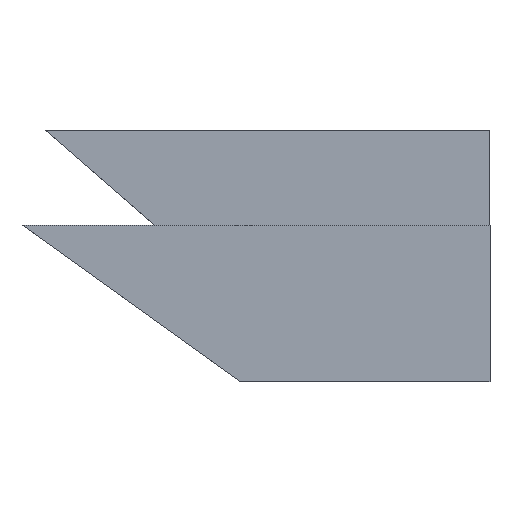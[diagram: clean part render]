
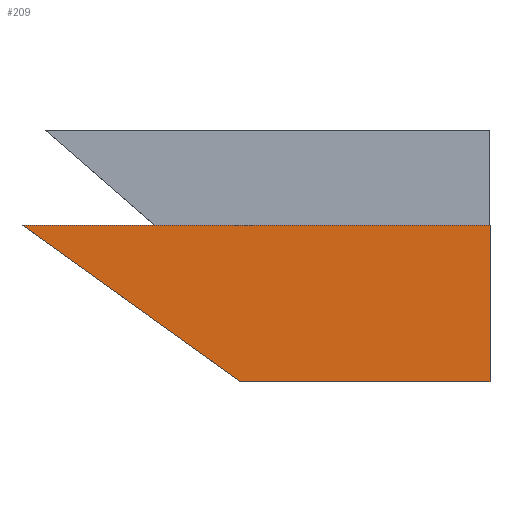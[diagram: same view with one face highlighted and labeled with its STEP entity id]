
A CAD part, top view. The second image highlights one B-rep face of the part: STEP entity #209.
In plain terms, the highlighted planar face has unit normal (0, 0, 1).
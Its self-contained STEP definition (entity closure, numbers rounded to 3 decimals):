
#23=FACE_OUTER_BOUND('',#34,.T.);
#34=EDGE_LOOP('',(#178,#179,#180,#181));
#47=LINE('',#321,#74);
#59=LINE('',#345,#86);
#61=LINE('',#349,#88);
#62=LINE('',#350,#89);
#74=VECTOR('',#264,10.);
#86=VECTOR('',#286,10.);
#88=VECTOR('',#290,10.);
#89=VECTOR('',#291,10.);
#99=VERTEX_POINT('',#318);
#100=VERTEX_POINT('',#320);
#107=VERTEX_POINT('',#344);
#108=VERTEX_POINT('',#348);
#119=EDGE_CURVE('',#100,#99,#47,.T.);
#131=EDGE_CURVE('',#107,#100,#59,.T.);
#133=EDGE_CURVE('',#99,#108,#61,.T.);
#134=EDGE_CURVE('',#108,#107,#62,.T.);
#178=ORIENTED_EDGE('',*,*,#119,.T.);
#179=ORIENTED_EDGE('',*,*,#133,.T.);
#180=ORIENTED_EDGE('',*,*,#134,.T.);
#181=ORIENTED_EDGE('',*,*,#131,.T.);
#198=PLANE('',#243);
#209=ADVANCED_FACE('',(#23),#198,.T.);
#243=AXIS2_PLACEMENT_3D('',#347,#288,#289);
#264=DIRECTION('',(-1.,0.,0.));
#286=DIRECTION('',(0.,1.,0.));
#288=DIRECTION('center_axis',(0.,0.,1.));
#289=DIRECTION('ref_axis',(1.,0.,0.));
#290=DIRECTION('',(0.812,-0.583,0.));
#291=DIRECTION('',(1.,0.,0.));
#318=CARTESIAN_POINT('',(-103.914,74.638,0.));
#320=CARTESIAN_POINT('',(118.915,74.638,0.));
#321=CARTESIAN_POINT('',(47.464,74.638,0.));
#344=CARTESIAN_POINT('',(118.915,0.,0.));
#345=CARTESIAN_POINT('',(118.915,0.,0.));
#347=CARTESIAN_POINT('Origin',(-23.987,59.936,0.));
#348=CARTESIAN_POINT('',(0.,0.,0.));
#349=CARTESIAN_POINT('',(-166.888,119.871,0.));
#350=CARTESIAN_POINT('',(0.,0.,0.));
